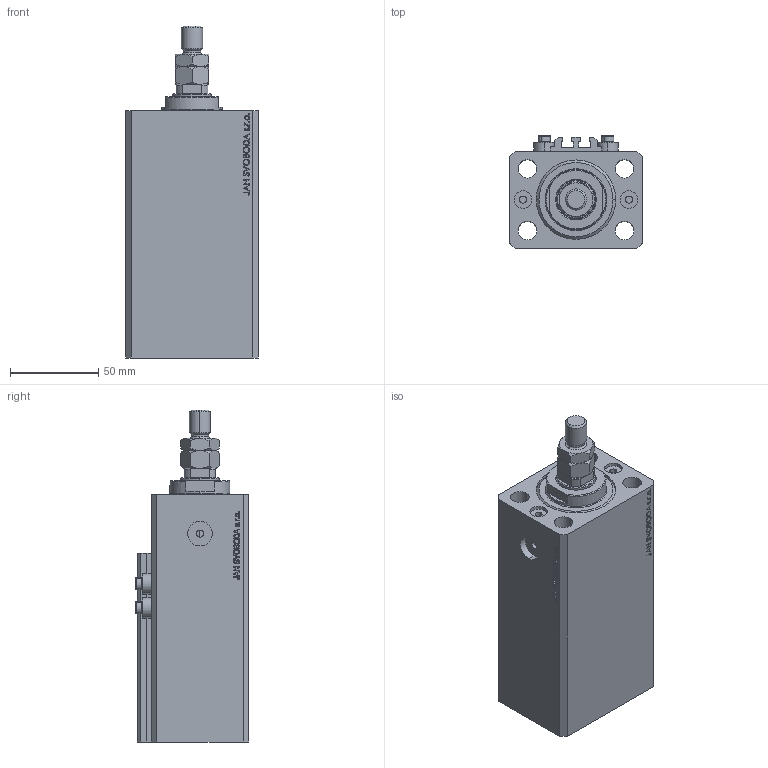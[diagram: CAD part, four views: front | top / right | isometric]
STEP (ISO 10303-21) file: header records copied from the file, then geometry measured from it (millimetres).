
FILE_DESCRIPTION (( 'STEP AP203' ), '1' );
FILE_NAME ('5ee1.STEP', '2023-10-07T20:23:32', ( '' ), ( '' ), 'SwSTEP 2.0', 'SolidWorks 2019', '' );
FILE_SCHEMA (( 'CONFIG_CONTROL_DESIGN' ));
Length unit declared in the file: millimetre
Products named in the file (6): V250CE_C_Body f8b4189f137af0aa63ced5c08316dcf7; 5ee1; V250CE_VC_C f8b4189f137af0aa63ced5c08316dcf7; MTA f8b4189f137af0aa63ced5c08316dcf7; V250CE_C_VCP f8b4189f137af0aa63ced5c08316dcf7; ALLEN BOLT V250CE f8b4189f137af0aa63ced5c08316dcf7
Assembly tree (8 placements, depth 2):
  5ee1
    V250CE_C_Body f8b4189f137af0aa63ced5c08316dcf7
    ALLEN BOLT V250CE f8b4189f137af0aa63ced5c08316dcf7  x4
    V250CE_C_VCP f8b4189f137af0aa63ced5c08316dcf7
    V250CE_VC_C f8b4189f137af0aa63ced5c08316dcf7
    MTA f8b4189f137af0aa63ced5c08316dcf7
Bounding box: 75 x 64 x 188 mm (x, y, z)
Volume: 110673.7 mm3; surface area: 113229 mm2
Topology: 8 solids, 9 shells, 1083 faces, 2700 edges, 1750 vertices
Faces by surface type: plane 519, bspline 374, cylinder 90, cone 84, torus 16
Entity records: 48811 total; most frequent: CARTESIAN_POINT 26400, ORIENTED_EDGE 5090, DIRECTION 3219, EDGE_CURVE 2545, VERTEX_POINT 1671, VECTOR 1507, LINE 1507, EDGE_LOOP 1132
